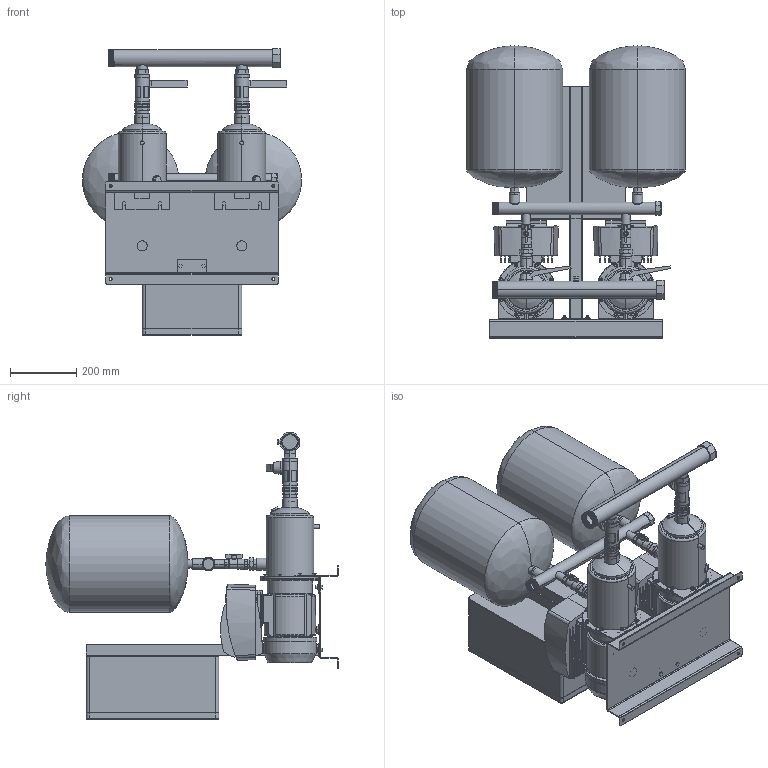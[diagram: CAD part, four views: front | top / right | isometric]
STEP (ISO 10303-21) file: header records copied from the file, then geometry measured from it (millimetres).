
FILE_DESCRIPTION (( 'STEP AP214' ), '1' );
FILE_NAME ('2EH_5-7_TE.STEP', '2022-01-25T06:30:52', ( '' ), ( '' ), 'SwSTEP 2.0', 'SolidWorks 2020', '' );
FILE_SCHEMA (( 'AUTOMOTIVE_DESIGN' ));
Length unit declared in the file: mil
Products named in the file (1): 2EH_5-7_TE
Bounding box: 660 x 880 x 863.25 mm (x, y, z)
Volume: 66072455.5 mm3; surface area: 4849601.1 mm2
Topology: 49 solids, 50 shells, 1763 faces, 4270 edges, 2758 vertices
Faces by surface type: plane 890, cylinder 655, cone 128, bspline 52, torus 30, sphere 8
Entity records: 75623 total; most frequent: CARTESIAN_POINT 32079, ORIENTED_EDGE 8532, DIRECTION 8340, EDGE_CURVE 4266, AXIS2_PLACEMENT_3D 2954, VERTEX_POINT 2758, LINE 2432, VECTOR 2432
